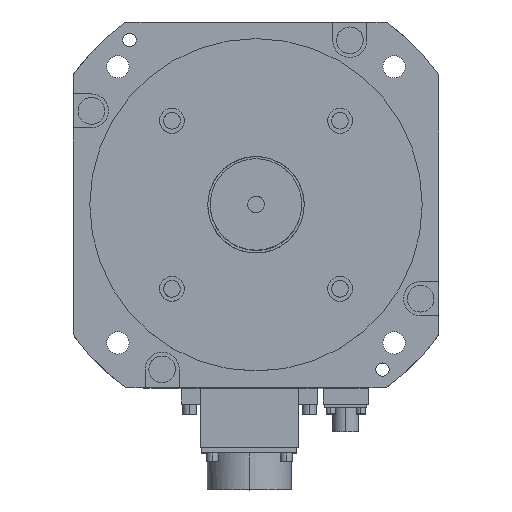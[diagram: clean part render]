
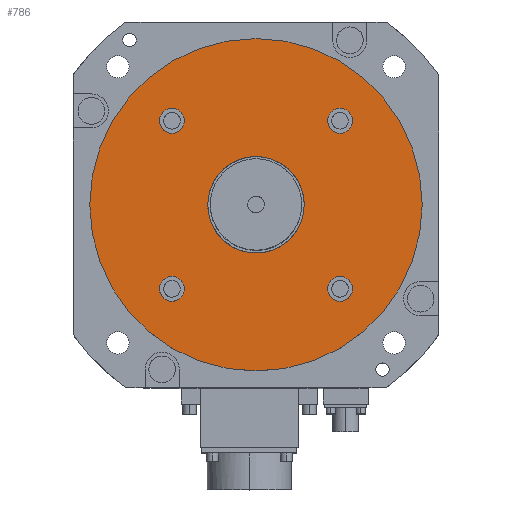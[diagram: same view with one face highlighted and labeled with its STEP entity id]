
A CAD part, top view. The second image highlights one B-rep face of the part: STEP entity #786.
In plain terms, the highlighted planar face has unit normal (0, 0, 1).
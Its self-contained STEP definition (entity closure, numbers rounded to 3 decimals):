
#284 = EDGE_CURVE ( 'NONE', #4108, #4066, #1824, .T. ) ;
#286 = EDGE_CURVE ( 'NONE', #4457, #4072, #1815, .T. ) ;
#298 = EDGE_CURVE ( 'NONE', #4078, #4083, #1612, .T. ) ;
#351 = EDGE_CURVE ( 'NONE', #3908, #4285, #1784, .T. ) ;
#382 = EDGE_CURVE ( 'NONE', #3602, #4282, #1901, .T. ) ;
#751 = ORIENTED_EDGE ( 'NONE', *, *, #4112, .T. ) ;
#754 = ORIENTED_EDGE ( 'NONE', *, *, #4280, .T. ) ;
#755 = ORIENTED_EDGE ( 'NONE', *, *, #3363, .F. ) ;
#758 = EDGE_LOOP ( 'NONE', ( #751, #769 ) ) ;
#762 = ORIENTED_EDGE ( 'NONE', *, *, #4265, .T. ) ;
#766 = ORIENTED_EDGE ( 'NONE', *, *, #4193, .T. ) ;
#767 = EDGE_LOOP ( 'NONE', ( #792, #755 ) ) ;
#769 = ORIENTED_EDGE ( 'NONE', *, *, #298, .T. ) ;
#770 = ORIENTED_EDGE ( 'NONE', *, *, #284, .T. ) ;
#778 = ORIENTED_EDGE ( 'NONE', *, *, #4336, .T. ) ;
#779 = ORIENTED_EDGE ( 'NONE', *, *, #351, .T. ) ;
#780 = EDGE_LOOP ( 'NONE', ( #762, #927 ) ) ;
#781 = EDGE_LOOP ( 'NONE', ( #770, #766 ) ) ;
#784 = ORIENTED_EDGE ( 'NONE', *, *, #382, .T. ) ;
#785 = EDGE_LOOP ( 'NONE', ( #754, #784 ) ) ;
#786 = ADVANCED_FACE ( 'NONE', ( #2560, #2554, #2553, #2552, #2551, #2550 ), #2549, .T. ) ;
#792 = ORIENTED_EDGE ( 'NONE', *, *, #793, .F. ) ;
#793 = EDGE_CURVE ( 'NONE', #3384, #3357, #2543, .T. ) ;
#926 = EDGE_LOOP ( 'NONE', ( #778, #779 ) ) ;
#927 = ORIENTED_EDGE ( 'NONE', *, *, #286, .T. ) ;
#1609 = DIRECTION ( 'NONE',  ( 1., 0., 0. ) ) ;
#1610 = DIRECTION ( 'NONE',  ( 0., 0., -1. ) ) ;
#1611 = AXIS2_PLACEMENT_3D ( 'NONE', #1808, #1610, #1609 ) ;
#1612 = CIRCLE ( 'NONE', #1611, 7.5 ) ;
#1661 = DIRECTION ( 'NONE',  ( 1., 0., 0. ) ) ;
#1662 = DIRECTION ( 'NONE',  ( 0., 0., -1. ) ) ;
#1783 = AXIS2_PLACEMENT_3D ( 'NONE', #1789, #1662, #1661 ) ;
#1784 = CIRCLE ( 'NONE', #1783, 7.5 ) ;
#1789 = CARTESIAN_POINT ( 'NONE',  ( 50.558, -50.558, 4. ) ) ;
#1808 = CARTESIAN_POINT ( 'NONE',  ( -50.558, 50.558, 4. ) ) ;
#1811 = DIRECTION ( 'NONE',  ( 1., 0., 0. ) ) ;
#1812 = DIRECTION ( 'NONE',  ( 0., 0., -1. ) ) ;
#1813 = CARTESIAN_POINT ( 'NONE',  ( -50.558, -50.558, 4. ) ) ;
#1814 = AXIS2_PLACEMENT_3D ( 'NONE', #1813, #1812, #1811 ) ;
#1815 = CIRCLE ( 'NONE', #1814, 7.5 ) ;
#1816 = DIRECTION ( 'NONE',  ( 1., 0., 0. ) ) ;
#1817 = DIRECTION ( 'NONE',  ( 0., 0., -1. ) ) ;
#1818 = CARTESIAN_POINT ( 'NONE',  ( 0., 0., 4. ) ) ;
#1819 = AXIS2_PLACEMENT_3D ( 'NONE', #1818, #1817, #1816 ) ;
#1824 = CIRCLE ( 'NONE', #1819, 29. ) ;
#1897 = DIRECTION ( 'NONE',  ( 0., 0., -1. ) ) ;
#1898 = CARTESIAN_POINT ( 'NONE',  ( 50.558, 50.558, 4. ) ) ;
#1899 = AXIS2_PLACEMENT_3D ( 'NONE', #1898, #1897, #1979 ) ;
#1901 = CIRCLE ( 'NONE', #1899, 7.5 ) ;
#1979 = DIRECTION ( 'NONE',  ( 1., 0., 0. ) ) ;
#2539 = DIRECTION ( 'NONE',  ( 1., 0., 0. ) ) ;
#2540 = DIRECTION ( 'NONE',  ( 0., 0., -1. ) ) ;
#2541 = CARTESIAN_POINT ( 'NONE',  ( 0., 0., 4. ) ) ;
#2542 = AXIS2_PLACEMENT_3D ( 'NONE', #2541, #2540, #2539 ) ;
#2543 = CIRCLE ( 'NONE', #2542, 100. ) ;
#2545 = DIRECTION ( 'NONE',  ( 1., 0., 0. ) ) ;
#2546 = DIRECTION ( 'NONE',  ( 0., 0., 1. ) ) ;
#2547 = CARTESIAN_POINT ( 'NONE',  ( 0., 0., 4. ) ) ;
#2548 = AXIS2_PLACEMENT_3D ( 'NONE', #2547, #2546, #2545 ) ;
#2549 = PLANE ( 'NONE',  #2548 ) ;
#2550 = FACE_OUTER_BOUND ( 'NONE', #767, .T. ) ;
#2551 = FACE_BOUND ( 'NONE', #781, .T. ) ;
#2552 = FACE_BOUND ( 'NONE', #758, .T. ) ;
#2553 = FACE_BOUND ( 'NONE', #780, .T. ) ;
#2554 = FACE_BOUND ( 'NONE', #926, .T. ) ;
#2560 = FACE_BOUND ( 'NONE', #785, .T. ) ;
#3357 = VERTEX_POINT ( 'NONE', #5768 ) ;
#3363 = EDGE_CURVE ( 'NONE', #3357, #3384, #5762, .T. ) ;
#3384 = VERTEX_POINT ( 'NONE', #5854 ) ;
#3602 = VERTEX_POINT ( 'NONE', #6549 ) ;
#3908 = VERTEX_POINT ( 'NONE', #15836 ) ;
#4066 = VERTEX_POINT ( 'NONE', #16396 ) ;
#4072 = VERTEX_POINT ( 'NONE', #16395 ) ;
#4078 = VERTEX_POINT ( 'NONE', #16430 ) ;
#4083 = VERTEX_POINT ( 'NONE', #16418 ) ;
#4108 = VERTEX_POINT ( 'NONE', #16390 ) ;
#4112 = EDGE_CURVE ( 'NONE', #4083, #4078, #16388, .T. ) ;
#4193 = EDGE_CURVE ( 'NONE', #4066, #4108, #15430, .T. ) ;
#4265 = EDGE_CURVE ( 'NONE', #4072, #4457, #15248, .T. ) ;
#4280 = EDGE_CURVE ( 'NONE', #4282, #3602, #15212, .T. ) ;
#4282 = VERTEX_POINT ( 'NONE', #15208 ) ;
#4285 = VERTEX_POINT ( 'NONE', #15207 ) ;
#4336 = EDGE_CURVE ( 'NONE', #4285, #3908, #15162, .T. ) ;
#4457 = VERTEX_POINT ( 'NONE', #10383 ) ;
#5758 = DIRECTION ( 'NONE',  ( 0., 0., -1. ) ) ;
#5759 = CARTESIAN_POINT ( 'NONE',  ( 0., 0., 4. ) ) ;
#5761 = AXIS2_PLACEMENT_3D ( 'NONE', #5759, #5758, #5799 ) ;
#5762 = CIRCLE ( 'NONE', #5761, 100. ) ;
#5768 = CARTESIAN_POINT ( 'NONE',  ( -100., 0., 4. ) ) ;
#5799 = DIRECTION ( 'NONE',  ( 1., 0., 0. ) ) ;
#5854 = CARTESIAN_POINT ( 'NONE',  ( 100., 0., 4. ) ) ;
#6549 = CARTESIAN_POINT ( 'NONE',  ( 43.058, 50.558, 4. ) ) ;
#10383 = CARTESIAN_POINT ( 'NONE',  ( -58.058, -50.558, 4. ) ) ;
#15159 = DIRECTION ( 'NONE',  ( 1., 0., 0. ) ) ;
#15160 = DIRECTION ( 'NONE',  ( 0., 0., -1. ) ) ;
#15161 = AXIS2_PLACEMENT_3D ( 'NONE', #15200, #15160, #15159 ) ;
#15162 = CIRCLE ( 'NONE', #15161, 7.5 ) ;
#15200 = CARTESIAN_POINT ( 'NONE',  ( 50.558, -50.558, 4. ) ) ;
#15207 = CARTESIAN_POINT ( 'NONE',  ( 58.058, -50.558, 4. ) ) ;
#15208 = CARTESIAN_POINT ( 'NONE',  ( 58.058, 50.558, 4. ) ) ;
#15209 = DIRECTION ( 'NONE',  ( 1., 0., 0. ) ) ;
#15210 = DIRECTION ( 'NONE',  ( 0., 0., -1. ) ) ;
#15211 = AXIS2_PLACEMENT_3D ( 'NONE', #15244, #15210, #15209 ) ;
#15212 = CIRCLE ( 'NONE', #15211, 7.5 ) ;
#15244 = CARTESIAN_POINT ( 'NONE',  ( 50.558, 50.558, 4. ) ) ;
#15245 = DIRECTION ( 'NONE',  ( 1., 0., 0. ) ) ;
#15246 = DIRECTION ( 'NONE',  ( 0., 0., -1. ) ) ;
#15247 = AXIS2_PLACEMENT_3D ( 'NONE', #15249, #15246, #15245 ) ;
#15248 = CIRCLE ( 'NONE', #15247, 7.5 ) ;
#15249 = CARTESIAN_POINT ( 'NONE',  ( -50.558, -50.558, 4. ) ) ;
#15426 = DIRECTION ( 'NONE',  ( 1., 0., 0. ) ) ;
#15427 = DIRECTION ( 'NONE',  ( 0., 0., -1. ) ) ;
#15428 = CARTESIAN_POINT ( 'NONE',  ( 0., 0., 4. ) ) ;
#15429 = AXIS2_PLACEMENT_3D ( 'NONE', #15428, #15427, #15426 ) ;
#15430 = CIRCLE ( 'NONE', #15429, 29. ) ;
#15836 = CARTESIAN_POINT ( 'NONE',  ( 43.058, -50.558, 4. ) ) ;
#16384 = DIRECTION ( 'NONE',  ( 1., 0., 0. ) ) ;
#16385 = DIRECTION ( 'NONE',  ( 0., 0., -1. ) ) ;
#16386 = CARTESIAN_POINT ( 'NONE',  ( -50.558, 50.558, 4. ) ) ;
#16387 = AXIS2_PLACEMENT_3D ( 'NONE', #16386, #16385, #16384 ) ;
#16388 = CIRCLE ( 'NONE', #16387, 7.5 ) ;
#16390 = CARTESIAN_POINT ( 'NONE',  ( 29., 0., 4. ) ) ;
#16395 = CARTESIAN_POINT ( 'NONE',  ( -43.058, -50.558, 4. ) ) ;
#16396 = CARTESIAN_POINT ( 'NONE',  ( -29., 0., 4. ) ) ;
#16418 = CARTESIAN_POINT ( 'NONE',  ( -43.058, 50.558, 4. ) ) ;
#16430 = CARTESIAN_POINT ( 'NONE',  ( -58.058, 50.558, 4. ) ) ;
